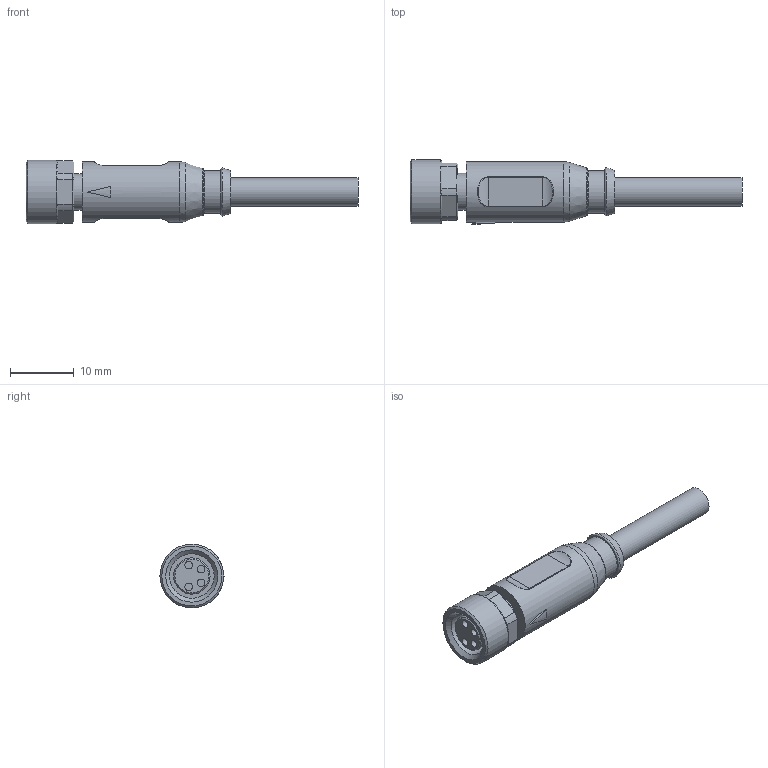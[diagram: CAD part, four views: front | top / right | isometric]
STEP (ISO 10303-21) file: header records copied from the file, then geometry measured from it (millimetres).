
FILE_DESCRIPTION(/* description */ (''),/* implementation_level */ '2;1');
FILE_NAME(/* name */ 'M8 female A-cod 4-pin.stp',/* time_stamp */ '2024-11-26T16:19:52+01:00',/* author */ ('dettke'),/* organization */ (''),/* preprocessor_version */ 'ST-DEVELOPER v20',/* originating_system */ 'Autodesk Inventor 2025',/* authorisation */ '');
FILE_SCHEMA (('AUTOMOTIVE_DESIGN { 1 0 10303 214 3 1 1 }'));
Length unit declared in the file: millimetre
Products named in the file (1): M8 female A-cod 4-pin
Bounding box: 52.1 x 10.05 x 10 mm (x, y, z)
Volume: 2214.2 mm3; surface area: 1697.8 mm2
Topology: 1 solids, 1 shells, 82 faces, 176 edges, 110 vertices
Faces by surface type: plane 34, cylinder 26, cone 11, bspline 7, torus 4
Full cylindrical faces by diameter (mm): 1.2 x4, 4.5 x1, 5.7 x1, 5.8 x1, 6.7 x1, 7 x1, 9.5 x1, 10 x1
Entity records: 2850 total; most frequent: CARTESIAN_POINT 1011, DIRECTION 395, ORIENTED_EDGE 352, EDGE_CURVE 176, AXIS2_PLACEMENT_3D 167, VERTEX_POINT 110, EDGE_LOOP 96, FACE_OUTER_BOUND 82
